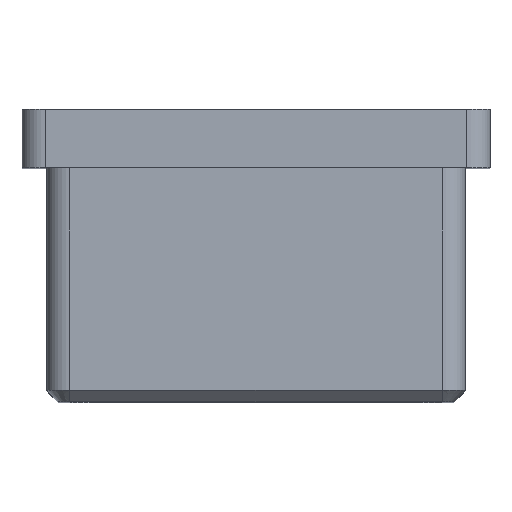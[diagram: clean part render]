
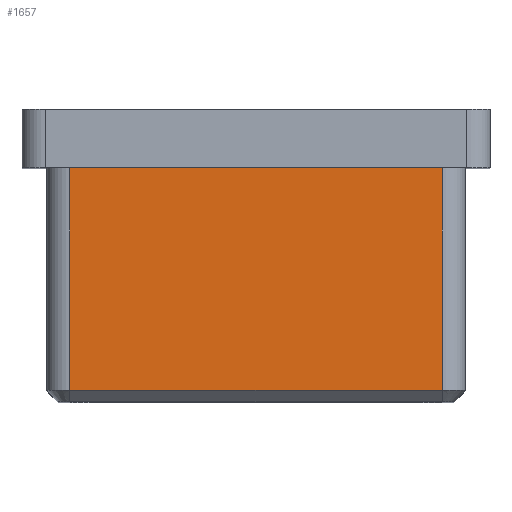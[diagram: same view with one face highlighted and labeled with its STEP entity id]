
A CAD part, top view. The second image highlights one B-rep face of the part: STEP entity #1657.
In plain terms, the highlighted planar face has unit normal (0, 0, 1).
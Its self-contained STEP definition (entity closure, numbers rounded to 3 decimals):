
#99 = VECTOR ( 'NONE', #1654, 1000. ) ;
#573 = EDGE_CURVE ( 'NONE', #3591, #8049, #1114, .T. ) ;
#1114 = LINE ( 'NONE', #14470, #4121 ) ;
#1539 = LINE ( 'NONE', #11639, #12979 ) ;
#1654 = DIRECTION ( 'NONE',  ( 1., 0., 0. ) ) ;
#1657 = ADVANCED_FACE ( 'NONE', ( #6978 ), #2205, .F. ) ;
#2205 = PLANE ( 'NONE',  #13595 ) ;
#3064 = EDGE_CURVE ( 'NONE', #16271, #6121, #3528, .T. ) ;
#3231 = CARTESIAN_POINT ( 'NONE',  ( -15.9, -20., 17.9 ) ) ;
#3528 = LINE ( 'NONE', #5730, #99 ) ;
#3578 = CARTESIAN_POINT ( 'NONE',  ( 15.9, -19., 17.9 ) ) ;
#3591 = VERTEX_POINT ( 'NONE', #5169 ) ;
#3810 = LINE ( 'NONE', #3231, #15864 ) ;
#4121 = VECTOR ( 'NONE', #12026, 1000. ) ;
#4383 = CARTESIAN_POINT ( 'NONE',  ( -15.9, -19., 17.9 ) ) ;
#4560 = EDGE_CURVE ( 'NONE', #6121, #3591, #1539, .T. ) ;
#5169 = CARTESIAN_POINT ( 'NONE',  ( 15.9, 0., 17.9 ) ) ;
#5730 = CARTESIAN_POINT ( 'NONE',  ( 15.9, -19., 17.9 ) ) ;
#6121 = VERTEX_POINT ( 'NONE', #3578 ) ;
#6153 = ORIENTED_EDGE ( 'NONE', *, *, #573, .T. ) ;
#6277 = EDGE_LOOP ( 'NONE', ( #10119, #16511, #11308, #6153 ) ) ;
#6978 = FACE_OUTER_BOUND ( 'NONE', #6277, .T. ) ;
#8049 = VERTEX_POINT ( 'NONE', #8890 ) ;
#8678 = DIRECTION ( 'NONE',  ( 0., 0., -1. ) ) ;
#8890 = CARTESIAN_POINT ( 'NONE',  ( -15.9, 0., 17.9 ) ) ;
#10119 = ORIENTED_EDGE ( 'NONE', *, *, #11283, .T. ) ;
#10248 = DIRECTION ( 'NONE',  ( 0., 1., 0. ) ) ;
#11283 = EDGE_CURVE ( 'NONE', #8049, #16271, #3810, .T. ) ;
#11308 = ORIENTED_EDGE ( 'NONE', *, *, #4560, .T. ) ;
#11639 = CARTESIAN_POINT ( 'NONE',  ( 15.9, -20., 17.9 ) ) ;
#12026 = DIRECTION ( 'NONE',  ( -1., 0., 0. ) ) ;
#12979 = VECTOR ( 'NONE', #10248, 1000. ) ;
#13595 = AXIS2_PLACEMENT_3D ( 'NONE', #16425, #8678, #14993 ) ;
#14470 = CARTESIAN_POINT ( 'NONE',  ( -17.9, 0., 17.9 ) ) ;
#14993 = DIRECTION ( 'NONE',  ( -1., 0., 0. ) ) ;
#15864 = VECTOR ( 'NONE', #16117, 1000. ) ;
#16117 = DIRECTION ( 'NONE',  ( 0., -1., 0. ) ) ;
#16271 = VERTEX_POINT ( 'NONE', #4383 ) ;
#16425 = CARTESIAN_POINT ( 'NONE',  ( -17.9, -20., 17.9 ) ) ;
#16511 = ORIENTED_EDGE ( 'NONE', *, *, #3064, .T. ) ;
